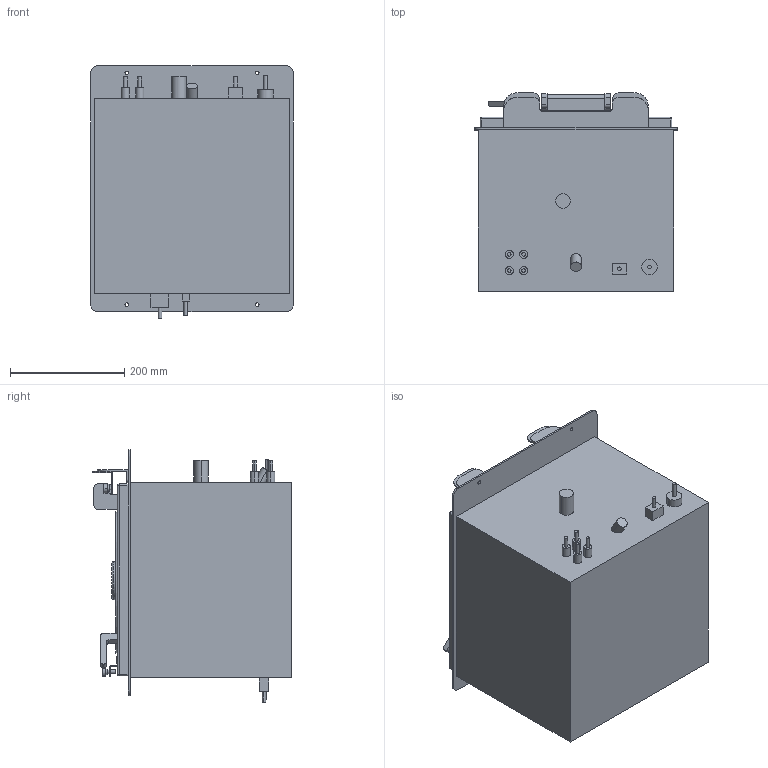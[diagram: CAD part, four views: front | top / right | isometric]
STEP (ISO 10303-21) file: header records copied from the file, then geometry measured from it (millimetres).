
FILE_DESCRIPTION((''),'2;1');
FILE_NAME('A-F-SC2_ENVELOPE_ASM','2025-01-03T12:34:48',('bwaterworth'),(''),'CREO PARAMETRIC BY PTC INC, 2020354','CREO PARAMETRIC BY PTC INC, 2020354','');
FILE_SCHEMA(('CONFIG_CONTROL_DESIGN'));
Length unit declared in the file: inch
Products named in the file (3): A-F-SC2_ENVELOPE; APOGEESPINLID; A-F-SC2_ENVELOPE_ASM
Assembly tree (2 placements, depth 2):
  A-F-SC2_ENVELOPE_ASM
    A-F-SC2_ENVELOPE
    APOGEESPINLID
Bounding box: 355.6 x 347.93 x 443.23 mm (x, y, z)
Volume: 30951800.7 mm3; surface area: 1043974.4 mm2
Topology: 2 solids, 2 shells, 295 faces, 718 edges, 466 vertices
Faces by surface type: cylinder 142, plane 133, torus 8, sphere 7, bspline 5
Entity records: 9091 total; most frequent: CARTESIAN_POINT 1807, DIRECTION 1588, ORIENTED_EDGE 1436, EDGE_CURVE 718, AXIS2_PLACEMENT_3D 589, VERTEX_POINT 466, VECTOR 410, LINE 410
